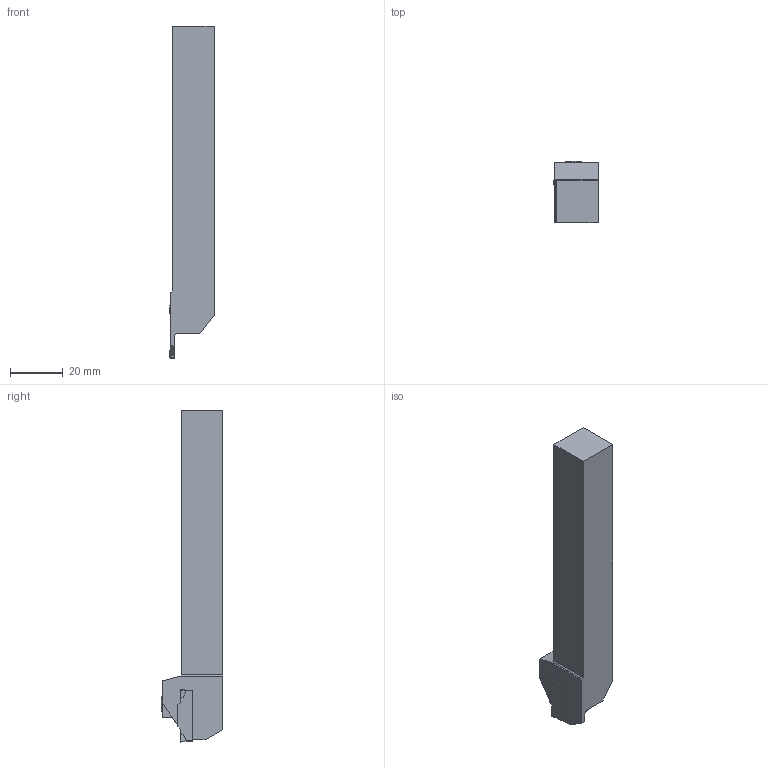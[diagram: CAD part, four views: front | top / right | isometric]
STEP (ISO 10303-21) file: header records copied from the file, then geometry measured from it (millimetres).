
FILE_DESCRIPTION(/* description */ (''),/* implementation_level */ '2;1');
FILE_NAME(/* name */ 'assy.stp',/* time_stamp */ '2018-02-12T18:19:09+01:00',/* author */ (''),/* organization */ ('SMS'),/* preprocessor_version */ 'ST-DEVELOPER v15',/* originating_system */ 'SIEMENS PLM Software NX 8.5',/* authorisation */ '');
FILE_SCHEMA (('AUTOMOTIVE_DESIGN { 1 0 10303 214 3 1 1 1 }'));
Length unit declared in the file: millimetre
Products named in the file (4): ASSEMBLY_CONSTRUCTION; NOCUT; CUT; ASSY
Assembly tree (3 placements, depth 2):
  ASSY
    CUT
    NOCUT
    ASSEMBLY_CONSTRUCTION
Bounding box: 17.03 x 23.4 x 126.35 mm (x, y, z)
Volume: 31056.4 mm3; surface area: 8783.1 mm2
Topology: 2 solids, 2 shells, 58 faces, 157 edges, 110 vertices
Faces by surface type: plane 47, cylinder 6, extrusion 4, cone 1
Entity records: 2097 total; most frequent: CARTESIAN_POINT 474, ORIENTED_EDGE 310, DIRECTION 297, EDGE_CURVE 155, VECTOR 131, LINE 127, VERTEX_POINT 103, AXIS2_PLACEMENT_3D 83
